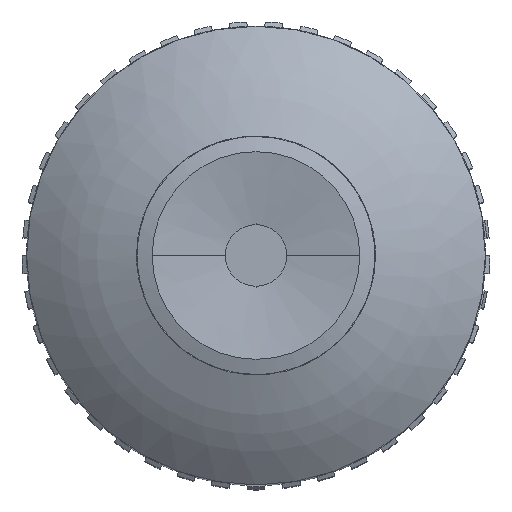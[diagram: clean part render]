
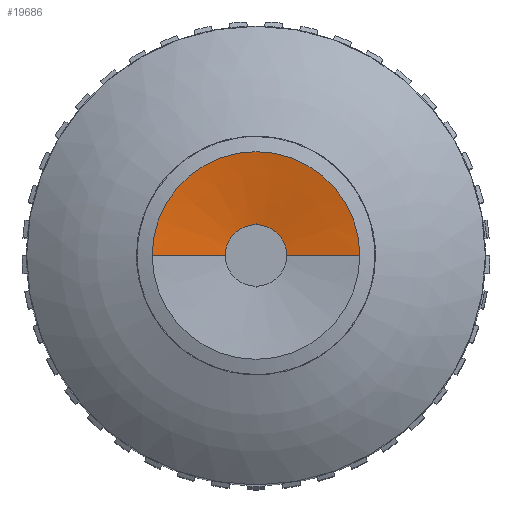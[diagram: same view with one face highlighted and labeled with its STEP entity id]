
A CAD part, top view. The second image highlights one B-rep face of the part: STEP entity #19686.
In plain terms, the highlighted conical face has half-angle 80 degrees and reference radius 11.989 mm.
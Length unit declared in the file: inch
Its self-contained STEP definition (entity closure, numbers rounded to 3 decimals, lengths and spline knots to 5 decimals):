
#199 = CARTESIAN_POINT ( 'NONE',  ( -0.18229, 1.08555, -1.17269 ) ) ;
#293 = CIRCLE ( 'NONE', #2542, 0.472 ) ;
#1001 = AXIS2_PLACEMENT_3D ( 'NONE', #7916, #3181, #17053 ) ;
#1180 = CARTESIAN_POINT ( 'NONE',  ( 0.28971, 1.22555, -1.23124 ) ) ;
#1912 = CARTESIAN_POINT ( 'NONE',  ( 0.14971, 1.08555, -1.23124 ) ) ;
#1987 = CIRCLE ( 'NONE', #15486, 0.14 ) ;
#2509 = DIRECTION ( 'NONE',  ( 0., 0., -1. ) ) ;
#2542 = AXIS2_PLACEMENT_3D ( 'NONE', #18200, #2509, #2809 ) ;
#2809 = DIRECTION ( 'NONE',  ( 1., 0., 0. ) ) ;
#3059 = FACE_OUTER_BOUND ( 'NONE', #13811, .T. ) ;
#3181 = DIRECTION ( 'NONE',  ( 0., 0., 1. ) ) ;
#3209 = EDGE_CURVE ( 'NONE', #16879, #5019, #3566, .T. ) ;
#3376 = VECTOR ( 'NONE', #14046, 39.37008 ) ;
#3566 = CIRCLE ( 'NONE', #1001, 0.14 ) ;
#4145 = EDGE_CURVE ( 'NONE', #5829, #6864, #293, .T. ) ;
#4664 = VECTOR ( 'NONE', #16676, 39.37008 ) ;
#4668 = DIRECTION ( 'NONE',  ( 1., 0., 0. ) ) ;
#5019 = VERTEX_POINT ( 'NONE', #1912 ) ;
#5829 = VERTEX_POINT ( 'NONE', #199 ) ;
#6026 = LINE ( 'NONE', #9040, #4664 ) ;
#6050 = CARTESIAN_POINT ( 'NONE',  ( 0.76171, 1.08555, -1.17269 ) ) ;
#6353 = ORIENTED_EDGE ( 'NONE', *, *, #8402, .T. ) ;
#6406 = CARTESIAN_POINT ( 'NONE',  ( -0.18229, 1.08555, -1.17269 ) ) ;
#6666 = CONICAL_SURFACE ( 'NONE', #12765, 0.472, 1.396 ) ;
#6864 = VERTEX_POINT ( 'NONE', #6050 ) ;
#6949 = ORIENTED_EDGE ( 'NONE', *, *, #4145, .F. ) ;
#7916 = CARTESIAN_POINT ( 'NONE',  ( 0.28971, 1.08555, -1.23124 ) ) ;
#8271 = CARTESIAN_POINT ( 'NONE',  ( 0.28971, 1.08555, -1.23124 ) ) ;
#8402 = EDGE_CURVE ( 'NONE', #14374, #6864, #6026, .T. ) ;
#9040 = CARTESIAN_POINT ( 'NONE',  ( 0.76171, 1.08555, -1.17269 ) ) ;
#10082 = EDGE_CURVE ( 'NONE', #5019, #5829, #16966, .T. ) ;
#12200 = ORIENTED_EDGE ( 'NONE', *, *, #3209, .F. ) ;
#12765 = AXIS2_PLACEMENT_3D ( 'NONE', #15132, #13724, #4668 ) ;
#13265 = ORIENTED_EDGE ( 'NONE', *, *, #17734, .F. ) ;
#13724 = DIRECTION ( 'NONE',  ( 0., 0., 1. ) ) ;
#13811 = EDGE_LOOP ( 'NONE', ( #16088, #12200, #13265, #6353, #6949 ) ) ;
#14046 = DIRECTION ( 'NONE',  ( -0.985, 0., 0.174 ) ) ;
#14374 = VERTEX_POINT ( 'NONE', #16547 ) ;
#15132 = CARTESIAN_POINT ( 'NONE',  ( 0.28971, 1.08555, -1.17269 ) ) ;
#15486 = AXIS2_PLACEMENT_3D ( 'NONE', #8271, #16205, #16004 ) ;
#16004 = DIRECTION ( 'NONE',  ( 0., -1., 0. ) ) ;
#16088 = ORIENTED_EDGE ( 'NONE', *, *, #10082, .F. ) ;
#16205 = DIRECTION ( 'NONE',  ( 0., 0., 1. ) ) ;
#16547 = CARTESIAN_POINT ( 'NONE',  ( 0.42971, 1.08555, -1.23124 ) ) ;
#16676 = DIRECTION ( 'NONE',  ( 0.985, 0., 0.174 ) ) ;
#16879 = VERTEX_POINT ( 'NONE', #1180 ) ;
#16966 = LINE ( 'NONE', #6406, #3376 ) ;
#17053 = DIRECTION ( 'NONE',  ( 0., -1., 0. ) ) ;
#17734 = EDGE_CURVE ( 'NONE', #14374, #16879, #1987, .T. ) ;
#18200 = CARTESIAN_POINT ( 'NONE',  ( 0.28971, 1.08555, -1.17269 ) ) ;
#19686 = ADVANCED_FACE ( 'NONE', ( #3059 ), #6666, .F. ) ;
